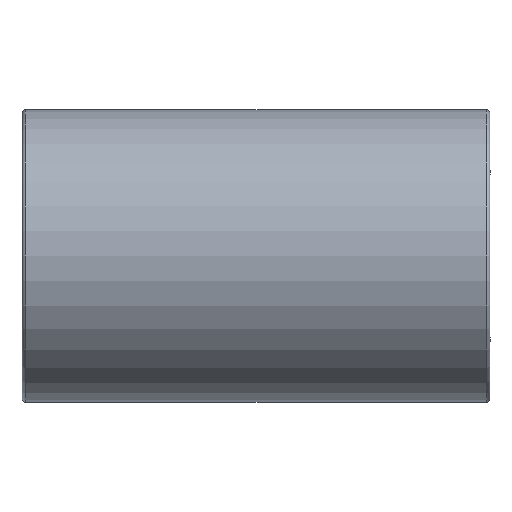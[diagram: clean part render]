
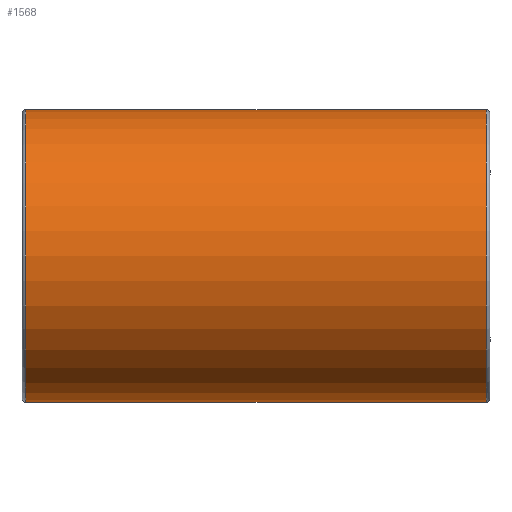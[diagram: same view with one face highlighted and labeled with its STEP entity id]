
A CAD part, left-side view. The second image highlights one B-rep face of the part: STEP entity #1568.
In plain terms, the highlighted cylindrical face has radius 7.5 mm (diameter 15 mm), a partial arc.
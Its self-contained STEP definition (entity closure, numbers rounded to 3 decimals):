
#299 = VERTEX_POINT('',#300);
#300 = CARTESIAN_POINT('',(0.,0.2,-7.5));
#315 = TOROIDAL_SURFACE('',#316,7.3,0.2);
#316 = AXIS2_PLACEMENT_3D('',#317,#318,#319);
#317 = CARTESIAN_POINT('',(0.,0.2,0.));
#318 = DIRECTION('',(0.,1.,0.));
#319 = DIRECTION('',(0.,-0.,1.));
#328 = VERTEX_POINT('',#329);
#329 = CARTESIAN_POINT('',(0.,0.2,7.5));
#344 = CYLINDRICAL_SURFACE('',#345,7.5);
#345 = AXIS2_PLACEMENT_3D('',#346,#347,#348);
#346 = CARTESIAN_POINT('',(0.,24.,0.));
#347 = DIRECTION('',(-0.,-1.,-0.));
#348 = DIRECTION('',(0.,0.,-1.));
#728 = VERTEX_POINT('',#729);
#729 = CARTESIAN_POINT('',(0.,23.8,-7.5));
#730 = VERTEX_POINT('',#731);
#731 = CARTESIAN_POINT('',(0.,23.8,7.5));
#775 = TOROIDAL_SURFACE('',#776,7.3,0.2);
#776 = AXIS2_PLACEMENT_3D('',#777,#778,#779);
#777 = CARTESIAN_POINT('',(0.,23.8,0.));
#778 = DIRECTION('',(0.,1.,0.));
#779 = DIRECTION('',(0.,-0.,1.));
#1305 = EDGE_CURVE('',#730,#328,#1306,.T.);
#1306 = SURFACE_CURVE('',#1307,(#1311,#1318),.PCURVE_S1.);
#1307 = LINE('',#1308,#1309);
#1308 = CARTESIAN_POINT('',(0.,24.,7.5));
#1309 = VECTOR('',#1310,1.);
#1310 = DIRECTION('',(-0.,-1.,-0.));
#1311 = PCURVE('',#344,#1312);
#1312 = DEFINITIONAL_REPRESENTATION('',(#1313),#1317);
#1313 = LINE('',#1314,#1315);
#1314 = CARTESIAN_POINT('',(3.142,0.));
#1315 = VECTOR('',#1316,1.);
#1316 = DIRECTION('',(0.,1.));
#1317 = ( GEOMETRIC_REPRESENTATION_CONTEXT(2) 
PARAMETRIC_REPRESENTATION_CONTEXT() REPRESENTATION_CONTEXT('2D SPACE',''
  ) );
#1318 = PCURVE('',#1319,#1324);
#1319 = CYLINDRICAL_SURFACE('',#1320,7.5);
#1320 = AXIS2_PLACEMENT_3D('',#1321,#1322,#1323);
#1321 = CARTESIAN_POINT('',(0.,24.,0.));
#1322 = DIRECTION('',(-0.,-1.,-0.));
#1323 = DIRECTION('',(0.,0.,-1.));
#1324 = DEFINITIONAL_REPRESENTATION('',(#1325),#1329);
#1325 = LINE('',#1326,#1327);
#1326 = CARTESIAN_POINT('',(3.142,0.));
#1327 = VECTOR('',#1328,1.);
#1328 = DIRECTION('',(0.,1.));
#1329 = ( GEOMETRIC_REPRESENTATION_CONTEXT(2) 
PARAMETRIC_REPRESENTATION_CONTEXT() REPRESENTATION_CONTEXT('2D SPACE',''
  ) );
#1332 = EDGE_CURVE('',#728,#299,#1333,.T.);
#1333 = SURFACE_CURVE('',#1334,(#1338,#1345),.PCURVE_S1.);
#1334 = LINE('',#1335,#1336);
#1335 = CARTESIAN_POINT('',(0.,24.,-7.5));
#1336 = VECTOR('',#1337,1.);
#1337 = DIRECTION('',(-0.,-1.,-0.));
#1338 = PCURVE('',#344,#1339);
#1339 = DEFINITIONAL_REPRESENTATION('',(#1340),#1344);
#1340 = LINE('',#1341,#1342);
#1341 = CARTESIAN_POINT('',(0.,0.));
#1342 = VECTOR('',#1343,1.);
#1343 = DIRECTION('',(0.,1.));
#1344 = ( GEOMETRIC_REPRESENTATION_CONTEXT(2) 
PARAMETRIC_REPRESENTATION_CONTEXT() REPRESENTATION_CONTEXT('2D SPACE',''
  ) );
#1345 = PCURVE('',#1319,#1346);
#1346 = DEFINITIONAL_REPRESENTATION('',(#1347),#1351);
#1347 = LINE('',#1348,#1349);
#1348 = CARTESIAN_POINT('',(6.283,0.));
#1349 = VECTOR('',#1350,1.);
#1350 = DIRECTION('',(0.,1.));
#1351 = ( GEOMETRIC_REPRESENTATION_CONTEXT(2) 
PARAMETRIC_REPRESENTATION_CONTEXT() REPRESENTATION_CONTEXT('2D SPACE',''
  ) );
#1568 = ADVANCED_FACE('',(#1569),#1319,.T.);
#1569 = FACE_BOUND('',#1570,.T.);
#1570 = EDGE_LOOP('',(#1571,#1572,#1594,#1595));
#1571 = ORIENTED_EDGE('',*,*,#1305,.F.);
#1572 = ORIENTED_EDGE('',*,*,#1573,.T.);
#1573 = EDGE_CURVE('',#730,#728,#1574,.T.);
#1574 = SURFACE_CURVE('',#1575,(#1580,#1587),.PCURVE_S1.);
#1575 = CIRCLE('',#1576,7.5);
#1576 = AXIS2_PLACEMENT_3D('',#1577,#1578,#1579);
#1577 = CARTESIAN_POINT('',(0.,23.8,0.));
#1578 = DIRECTION('',(0.,-1.,0.));
#1579 = DIRECTION('',(0.,0.,1.));
#1580 = PCURVE('',#1319,#1581);
#1581 = DEFINITIONAL_REPRESENTATION('',(#1582),#1586);
#1582 = LINE('',#1583,#1584);
#1583 = CARTESIAN_POINT('',(3.142,0.2));
#1584 = VECTOR('',#1585,1.);
#1585 = DIRECTION('',(1.,0.));
#1586 = ( GEOMETRIC_REPRESENTATION_CONTEXT(2) 
PARAMETRIC_REPRESENTATION_CONTEXT() REPRESENTATION_CONTEXT('2D SPACE',''
  ) );
#1587 = PCURVE('',#775,#1588);
#1588 = DEFINITIONAL_REPRESENTATION('',(#1589),#1593);
#1589 = LINE('',#1590,#1591);
#1590 = CARTESIAN_POINT('',(6.283,0.));
#1591 = VECTOR('',#1592,1.);
#1592 = DIRECTION('',(-1.,0.));
#1593 = ( GEOMETRIC_REPRESENTATION_CONTEXT(2) 
PARAMETRIC_REPRESENTATION_CONTEXT() REPRESENTATION_CONTEXT('2D SPACE',''
  ) );
#1594 = ORIENTED_EDGE('',*,*,#1332,.T.);
#1595 = ORIENTED_EDGE('',*,*,#1596,.T.);
#1596 = EDGE_CURVE('',#299,#328,#1597,.T.);
#1597 = SURFACE_CURVE('',#1598,(#1603,#1610),.PCURVE_S1.);
#1598 = CIRCLE('',#1599,7.5);
#1599 = AXIS2_PLACEMENT_3D('',#1600,#1601,#1602);
#1600 = CARTESIAN_POINT('',(0.,0.2,0.));
#1601 = DIRECTION('',(0.,1.,0.));
#1602 = DIRECTION('',(0.,-0.,1.));
#1603 = PCURVE('',#1319,#1604);
#1604 = DEFINITIONAL_REPRESENTATION('',(#1605),#1609);
#1605 = LINE('',#1606,#1607);
#1606 = CARTESIAN_POINT('',(9.425,23.8));
#1607 = VECTOR('',#1608,1.);
#1608 = DIRECTION('',(-1.,0.));
#1609 = ( GEOMETRIC_REPRESENTATION_CONTEXT(2) 
PARAMETRIC_REPRESENTATION_CONTEXT() REPRESENTATION_CONTEXT('2D SPACE',''
  ) );
#1610 = PCURVE('',#315,#1611);
#1611 = DEFINITIONAL_REPRESENTATION('',(#1612),#1616);
#1612 = LINE('',#1613,#1614);
#1613 = CARTESIAN_POINT('',(0.,6.283));
#1614 = VECTOR('',#1615,1.);
#1615 = DIRECTION('',(1.,0.));
#1616 = ( GEOMETRIC_REPRESENTATION_CONTEXT(2) 
PARAMETRIC_REPRESENTATION_CONTEXT() REPRESENTATION_CONTEXT('2D SPACE',''
  ) );
